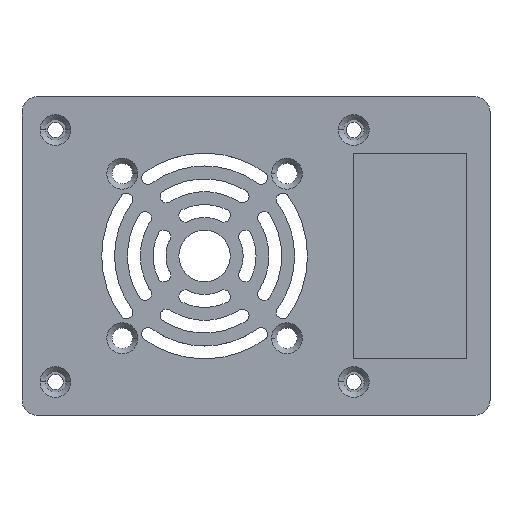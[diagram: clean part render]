
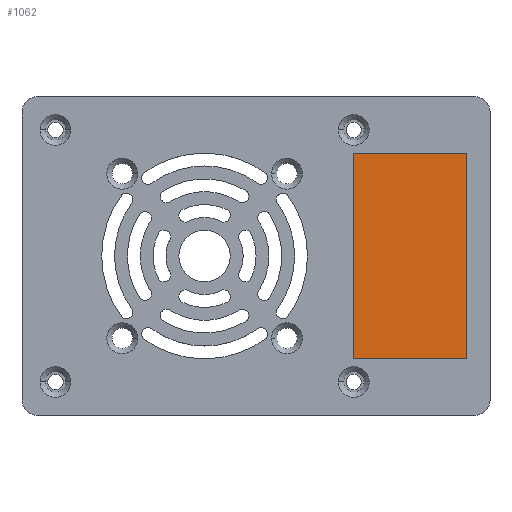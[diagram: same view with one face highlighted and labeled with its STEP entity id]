
A CAD part, top view. The second image highlights one B-rep face of the part: STEP entity #1062.
In plain terms, the highlighted planar face has unit normal (0, 0, 1).
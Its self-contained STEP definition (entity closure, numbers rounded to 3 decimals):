
#140 = VERTEX_POINT ( 'NONE', #1007 ) ;
#285 = CARTESIAN_POINT ( 'NONE',  ( 41., -20., 2.5 ) ) ;
#358 = DIRECTION ( 'NONE',  ( 0., 0., 1. ) ) ;
#391 = VERTEX_POINT ( 'NONE', #3122 ) ;
#456 = VECTOR ( 'NONE', #3168, 1000. ) ;
#629 = DIRECTION ( 'NONE',  ( -1., 0., 0. ) ) ;
#677 = DIRECTION ( 'NONE',  ( 1., 0., 0. ) ) ;
#679 = VECTOR ( 'NONE', #3792, 1000. ) ;
#702 = FACE_OUTER_BOUND ( 'NONE', #2631, .T. ) ;
#817 = LINE ( 'NONE', #1203, #679 ) ;
#1007 = CARTESIAN_POINT ( 'NONE',  ( 19., 20., 2.5 ) ) ;
#1062 = ADVANCED_FACE ( 'NONE', ( #702 ), #2368, .T. ) ;
#1203 = CARTESIAN_POINT ( 'NONE',  ( 19., -20., 2.5 ) ) ;
#1294 = CARTESIAN_POINT ( 'NONE',  ( 41., 20., 2.5 ) ) ;
#1302 = VECTOR ( 'NONE', #2250, 1000. ) ;
#1473 = EDGE_CURVE ( 'NONE', #391, #3467, #3552, .T. ) ;
#1786 = EDGE_CURVE ( 'NONE', #140, #4028, #817, .T. ) ;
#2051 = AXIS2_PLACEMENT_3D ( 'NONE', #2302, #358, #677 ) ;
#2156 = LINE ( 'NONE', #3426, #456 ) ;
#2165 = ORIENTED_EDGE ( 'NONE', *, *, #1786, .T. ) ;
#2250 = DIRECTION ( 'NONE',  ( 0., 1., 0. ) ) ;
#2273 = EDGE_CURVE ( 'NONE', #4028, #391, #2156, .T. ) ;
#2302 = CARTESIAN_POINT ( 'NONE',  ( 0., 0., 2.5 ) ) ;
#2368 = PLANE ( 'NONE',  #2051 ) ;
#2415 = VECTOR ( 'NONE', #629, 1000. ) ;
#2621 = LINE ( 'NONE', #3601, #2415 ) ;
#2624 = CARTESIAN_POINT ( 'NONE',  ( 19., -20., 2.5 ) ) ;
#2631 = EDGE_LOOP ( 'NONE', ( #2165, #3850, #3588, #3985 ) ) ;
#3122 = CARTESIAN_POINT ( 'NONE',  ( 41., -20., 2.5 ) ) ;
#3168 = DIRECTION ( 'NONE',  ( 1., 0., 0. ) ) ;
#3426 = CARTESIAN_POINT ( 'NONE',  ( 41., -20., 2.5 ) ) ;
#3441 = EDGE_CURVE ( 'NONE', #3467, #140, #2621, .T. ) ;
#3467 = VERTEX_POINT ( 'NONE', #1294 ) ;
#3552 = LINE ( 'NONE', #285, #1302 ) ;
#3588 = ORIENTED_EDGE ( 'NONE', *, *, #1473, .T. ) ;
#3601 = CARTESIAN_POINT ( 'NONE',  ( 41., 20., 2.5 ) ) ;
#3792 = DIRECTION ( 'NONE',  ( 0., -1., 0. ) ) ;
#3850 = ORIENTED_EDGE ( 'NONE', *, *, #2273, .T. ) ;
#3985 = ORIENTED_EDGE ( 'NONE', *, *, #3441, .T. ) ;
#4028 = VERTEX_POINT ( 'NONE', #2624 ) ;
